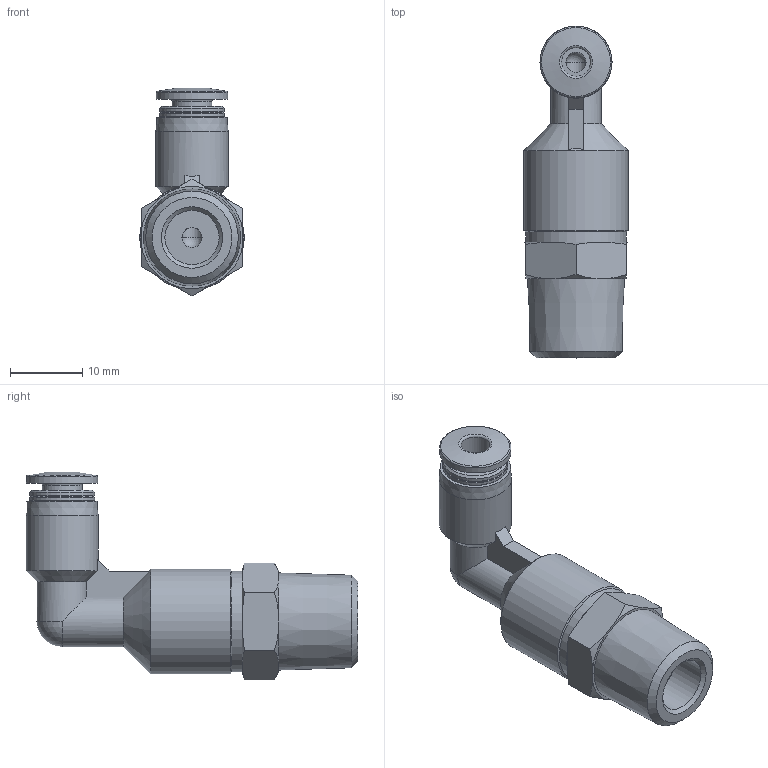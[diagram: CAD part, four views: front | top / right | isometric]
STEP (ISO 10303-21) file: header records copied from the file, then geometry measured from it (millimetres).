
FILE_DESCRIPTION(/* description */ ('STEP AP214'),/* implementation_level */ '2;1');
FILE_NAME(/* name */ '190662_QSLL-1_4-4',/* time_stamp */ '2024-09-12T08:48:21+02:00',/* author */ ('License CC BY-ND 4.0'),/* organization */ ('CADENAS'),/* preprocessor_version */ 'ST-DEVELOPER v19.3',/* originating_system */ 'PARTsolutions',/* authorisation */ ' ');
FILE_SCHEMA (('AUTOMOTIVE_DESIGN {1 0 10303 214 3 1 1}'));
Length unit declared in the file: millimetre
Products named in the file (1): 190662 QSLL-1/4-4
Bounding box: 14.5 x 46 x 28.78 mm (x, y, z)
Volume: 5709 mm3; surface area: 3224.3 mm2
Topology: 1 solids, 1 shells, 60 faces, 146 edges, 91 vertices
Faces by surface type: plane 23, cone 19, cylinder 13, torus 3, sphere 2
Full cylindrical faces by diameter (mm): 2.8 x2, 4 x1, 5.5 x1, 7.518 x1, 9 x2, 9.9 x1, 10 x1, 14 x1, 14.5 x1
Entity records: 2026 total; most frequent: CARTESIAN_POINT 343, DIRECTION 257, ORIENTED_EDGE 222, AXIS2_PLACEMENT_3D 114, EDGE_CURVE 111, EDGE_LOOP 93, FACE_BOUND 93, VERTEX_POINT 84
